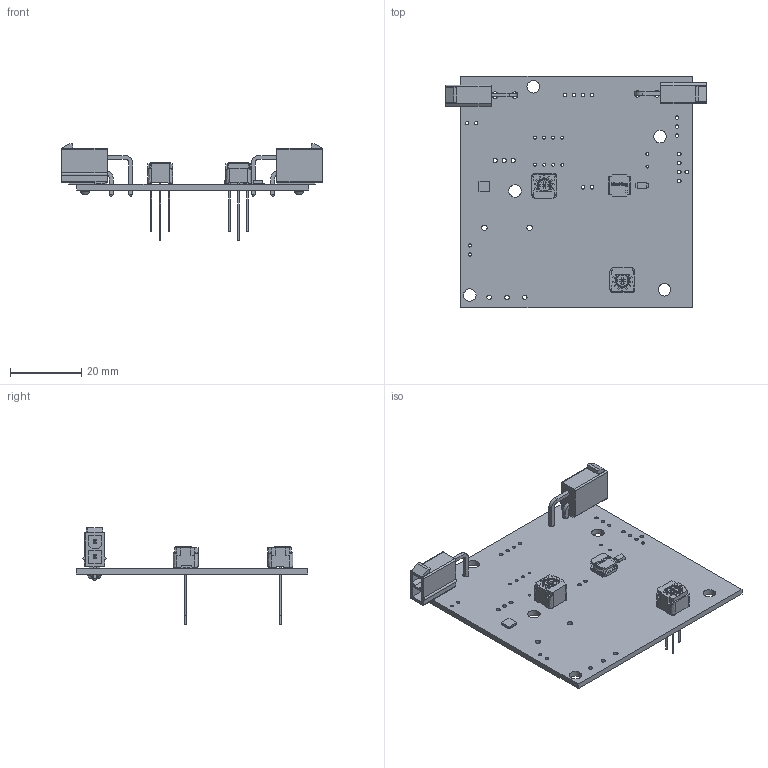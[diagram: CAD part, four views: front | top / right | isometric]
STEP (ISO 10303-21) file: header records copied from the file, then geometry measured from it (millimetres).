
FILE_DESCRIPTION(('KiCad electronic assembly'),'2;1');
FILE_NAME('Ki_PCB.step','2023-06-19T21:31:05',('Pcbnew'),('Kicad'), 'Open CASCADE STEP processor 7.6','KiCad to STEP converter','Unknown' );
FILE_SCHEMA(('AUTOMOTIVE_DESIGN { 1 0 10303 214 1 1 1 1 }'));
Length unit declared in the file: millimetre
Products named in the file (12): Ki_PCB 1; CT6EP502; COMPOUND; BQ29209DRBR; 74404063101; CRS05(TE85L,Q,M); 0039301020; _autosave-Ki_PCB PCB
Assembly tree (13 placements, depth 3):
  Ki_PCB 1
    CT6EP502  x2
      COMPOUND
    BQ29209DRBR
      COMPOUND
    74404063101
      COMPOUND
    CRS05(TE85L,Q,M)
      COMPOUND
    0039301020  x2
      COMPOUND
    _autosave-Ki_PCB PCB
Bounding box: 73.17 x 65 x 27.2 mm (x, y, z)
Volume: 8218 mm3; surface area: 12080.2 mm2
Topology: 25 solids, 25 shells, 843 faces, 2190 edges, 1449 vertices
Faces by surface type: bspline 784, cylinder 53, plane 6
Full cylindrical faces by diameter (mm): 0.75 x6, 0.8 x10, 0.9 x4, 0.95 x7, 1 x2, 1.02 x4, 1.1 x1, 1.2 x3, 1.25 x3, 1.5 x2, 1.8 x4, 3 x2, 3.5 x5
Entity records: 39718 total; most frequent: CARTESIAN_POINT 18069, B_SPLINE_CURVE_WITH_KNOTS 3778, ORIENTED_EDGE 3082, PCURVE 3082, DEFINITIONAL_REPRESENTATION 3082, EDGE_CURVE 1541, SURFACE_CURVE 1461, VERTEX_POINT 1008
